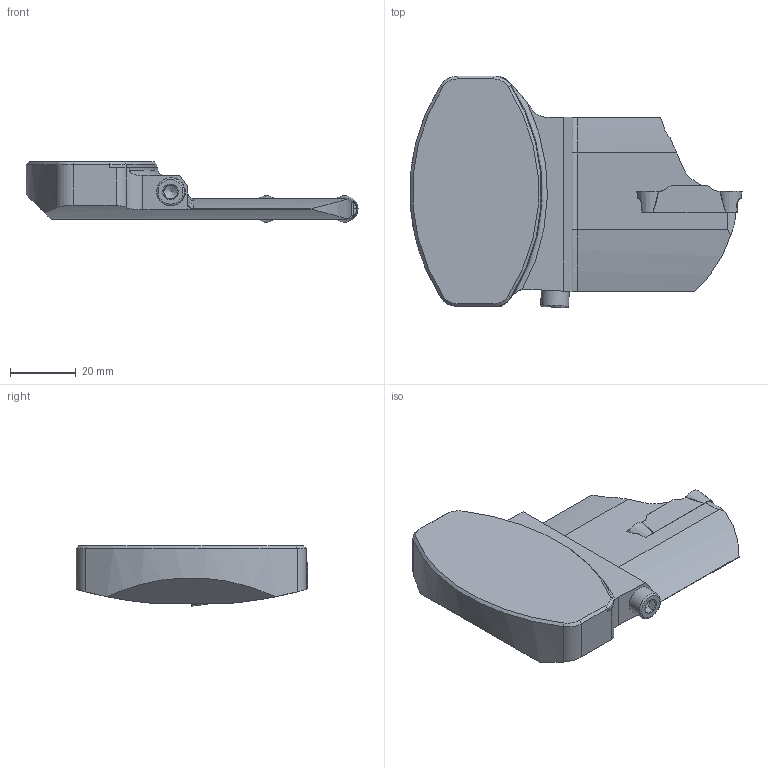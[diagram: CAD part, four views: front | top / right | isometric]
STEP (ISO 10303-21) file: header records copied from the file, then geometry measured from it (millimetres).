
FILE_DESCRIPTION(/* description */ (''),/* implementation_level */ '2;1');
FILE_NAME(/* name */ '1662703010396.stp',/* time_stamp */ '2022-09-09T07:56:56+02:00',/* author */ (''),/* organization */ ('SMS'),/* preprocessor_version */ 'ST-DEVELOPER v16.7',/* originating_system */ 'SIEMENS PLM Software NX 12.0',/* authorisation */ '');
FILE_SCHEMA (('AUTOMOTIVE_DESIGN { 1 0 10303 214 3 1 1 1 }'));
Length unit declared in the file: millimetre
Products named in the file (4): 204179119nuc000_00; ASSEMBLY_CONSTRUCTION; 204307797mod000_00; 204307799mod000_00
Assembly tree (3 placements, depth 2):
  204307799mod000_00
    204307797mod000_00
    ASSEMBLY_CONSTRUCTION
    204179119nuc000_00
Bounding box: 100.94 x 70.4 x 18.35 mm (x, y, z)
Volume: 56185.9 mm3; surface area: 14017.1 mm2
Topology: 2 solids, 4 shells, 111 faces, 287 edges, 191 vertices
Faces by surface type: plane 38, cylinder 26, bspline 25, cone 17, torus 5
Full cylindrical faces by diameter (mm): 5 x1, 8.5 x1
Entity records: 5296 total; most frequent: CARTESIAN_POINT 2739, ORIENTED_EDGE 544, DIRECTION 405, EDGE_CURVE 272, VERTEX_POINT 177, AXIS2_PLACEMENT_3D 153, EDGE_LOOP 119, B_SPLINE_CURVE_WITH_KNOTS 118
